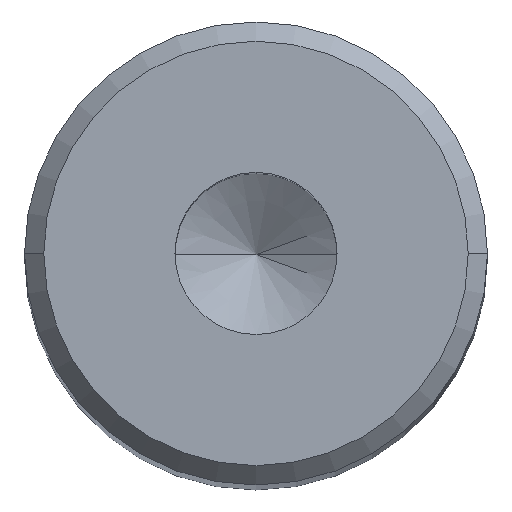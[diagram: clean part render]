
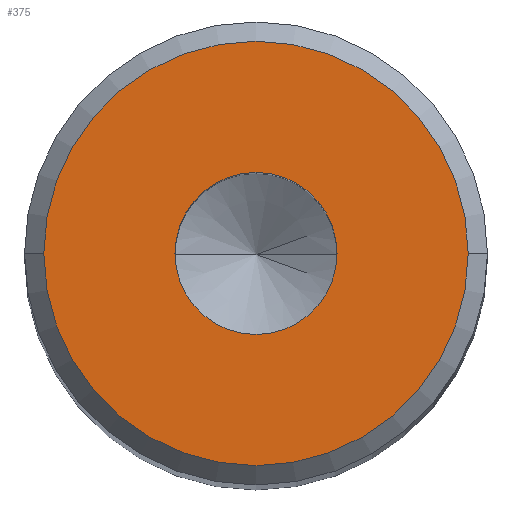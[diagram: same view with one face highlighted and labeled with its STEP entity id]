
A CAD part, top view. The second image highlights one B-rep face of the part: STEP entity #375.
In plain terms, the highlighted planar face has unit normal (0, 0, 1).
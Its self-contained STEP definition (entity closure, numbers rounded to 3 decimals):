
#3 = VERTEX_POINT ( 'NONE', #404 ) ;
#11 = CARTESIAN_POINT ( 'NONE',  ( 0., 0., 0. ) ) ;
#44 = EDGE_LOOP ( 'NONE', ( #357, #128 ) ) ;
#55 = AXIS2_PLACEMENT_3D ( 'NONE', #501, #190, #274 ) ;
#85 = VERTEX_POINT ( 'NONE', #535 ) ;
#89 = VERTEX_POINT ( 'NONE', #567 ) ;
#119 = CIRCLE ( 'NONE', #337, 5.5 ) ;
#128 = ORIENTED_EDGE ( 'NONE', *, *, #316, .F. ) ;
#134 = FACE_BOUND ( 'NONE', #44, .T. ) ;
#144 = DIRECTION ( 'NONE',  ( 0., 0., 1. ) ) ;
#148 = CARTESIAN_POINT ( 'NONE',  ( -5.5, 0., 0. ) ) ;
#153 = DIRECTION ( 'NONE',  ( 0., 0., 1. ) ) ;
#155 = AXIS2_PLACEMENT_3D ( 'NONE', #11, #366, #584 ) ;
#159 = DIRECTION ( 'NONE',  ( 1., 0., 0. ) ) ;
#165 = DIRECTION ( 'NONE',  ( 1., 0., 0. ) ) ;
#190 = DIRECTION ( 'NONE',  ( 0., 0., 1. ) ) ;
#196 = CARTESIAN_POINT ( 'NONE',  ( 0., 0., 0. ) ) ;
#221 = VERTEX_POINT ( 'NONE', #148 ) ;
#261 = CARTESIAN_POINT ( 'NONE',  ( 0., 0., 0. ) ) ;
#274 = DIRECTION ( 'NONE',  ( 1., 0., 0. ) ) ;
#281 = ORIENTED_EDGE ( 'NONE', *, *, #514, .T. ) ;
#287 = CIRCLE ( 'NONE', #524, 5.5 ) ;
#295 = DIRECTION ( 'NONE',  ( 0., 0., 1. ) ) ;
#309 = EDGE_CURVE ( 'NONE', #89, #85, #563, .T. ) ;
#316 = EDGE_CURVE ( 'NONE', #85, #89, #391, .T. ) ;
#320 = DIRECTION ( 'NONE',  ( 1., 0., 0. ) ) ;
#337 = AXIS2_PLACEMENT_3D ( 'NONE', #196, #295, #159 ) ;
#339 = CARTESIAN_POINT ( 'NONE',  ( 0., 0., 0. ) ) ;
#357 = ORIENTED_EDGE ( 'NONE', *, *, #309, .F. ) ;
#366 = DIRECTION ( 'NONE',  ( 0., 0., 1. ) ) ;
#375 = ADVANCED_FACE ( 'NONE', ( #134, #418 ), #557, .T. ) ;
#391 = CIRCLE ( 'NONE', #55, 2.1 ) ;
#404 = CARTESIAN_POINT ( 'NONE',  ( 5.5, 0., 0. ) ) ;
#418 = FACE_OUTER_BOUND ( 'NONE', #437, .T. ) ;
#424 = EDGE_CURVE ( 'NONE', #221, #3, #287, .T. ) ;
#433 = ORIENTED_EDGE ( 'NONE', *, *, #424, .T. ) ;
#437 = EDGE_LOOP ( 'NONE', ( #433, #281 ) ) ;
#501 = CARTESIAN_POINT ( 'NONE',  ( 0., 0., 0. ) ) ;
#514 = EDGE_CURVE ( 'NONE', #3, #221, #119, .T. ) ;
#524 = AXIS2_PLACEMENT_3D ( 'NONE', #339, #153, #165 ) ;
#535 = CARTESIAN_POINT ( 'NONE',  ( -2.1, 0., 0. ) ) ;
#545 = AXIS2_PLACEMENT_3D ( 'NONE', #261, #144, #320 ) ;
#557 = PLANE ( 'NONE',  #545 ) ;
#563 = CIRCLE ( 'NONE', #155, 2.1 ) ;
#567 = CARTESIAN_POINT ( 'NONE',  ( 2.1, 0., 0. ) ) ;
#584 = DIRECTION ( 'NONE',  ( 1., 0., 0. ) ) ;
